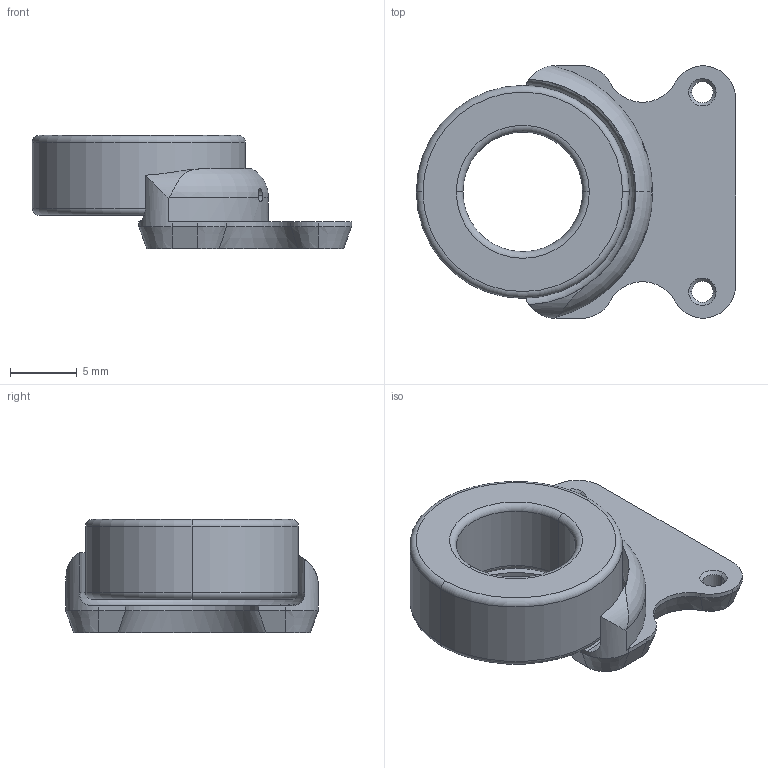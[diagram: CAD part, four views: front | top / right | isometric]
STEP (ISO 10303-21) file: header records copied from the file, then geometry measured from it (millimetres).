
FILE_DESCRIPTION (( 'STEP AP214' ), '1' );
FILE_NAME ('Linobyte-CoilHolderSketch.STEP', '2018-05-09T16:37:03', ( '' ), ( '' ), 'SwSTEP 2.0', 'SolidWorks 2017', '' );
FILE_SCHEMA (( 'AUTOMOTIVE_DESIGN' ));
Length unit declared in the file: millimetre
Products named in the file (1): Linobyte-CoilHolderSketch
Bounding box: 24 x 19 x 8.5 mm (x, y, z)
Volume: 1350.7 mm3; surface area: 1495.6 mm2
Topology: 2 solids, 2 shells, 70 faces, 177 edges, 108 vertices
Faces by surface type: cylinder 29, plane 15, cone 15, torus 11
Entity records: 2356 total; most frequent: CARTESIAN_POINT 557, DIRECTION 372, ORIENTED_EDGE 354, EDGE_CURVE 177, AXIS2_PLACEMENT_3D 153, VERTEX_POINT 108, CIRCLE 82, EDGE_LOOP 79
